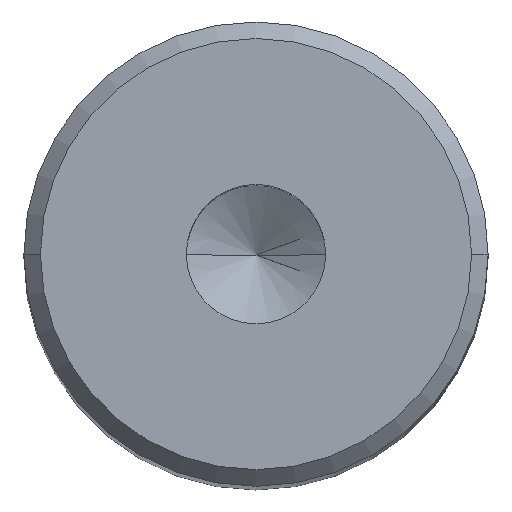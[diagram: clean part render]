
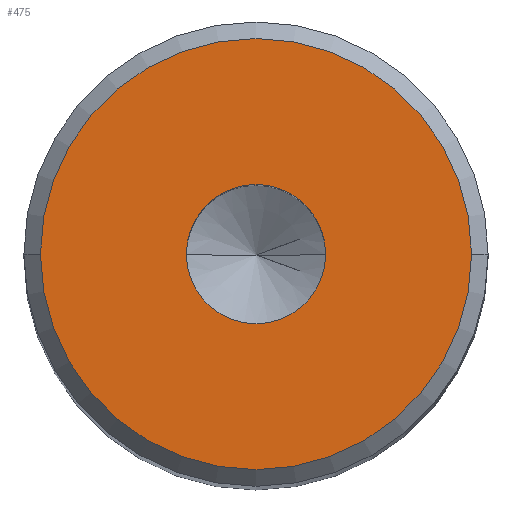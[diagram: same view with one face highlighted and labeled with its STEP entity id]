
A CAD part, top view. The second image highlights one B-rep face of the part: STEP entity #475.
In plain terms, the highlighted planar face has unit normal (0, 0, 1).
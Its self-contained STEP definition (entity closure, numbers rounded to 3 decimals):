
#5 = EDGE_LOOP ( 'NONE', ( #406, #281 ) ) ;
#7 = CARTESIAN_POINT ( 'NONE',  ( -6.5, 0., 0. ) ) ;
#37 = PLANE ( 'NONE',  #243 ) ;
#48 = CARTESIAN_POINT ( 'NONE',  ( 0., 0., 0. ) ) ;
#52 = VERTEX_POINT ( 'NONE', #508 ) ;
#67 = EDGE_LOOP ( 'NONE', ( #340, #322 ) ) ;
#89 = DIRECTION ( 'NONE',  ( 0., 0., 1. ) ) ;
#125 = DIRECTION ( 'NONE',  ( 1., 0., 0. ) ) ;
#130 = AXIS2_PLACEMENT_3D ( 'NONE', #302, #218, #125 ) ;
#131 = CIRCLE ( 'NONE', #524, 2.1 ) ;
#133 = CARTESIAN_POINT ( 'NONE',  ( 0., 0., 0. ) ) ;
#142 = DIRECTION ( 'NONE',  ( 0., 0., 1. ) ) ;
#145 = EDGE_CURVE ( 'NONE', #52, #190, #455, .T. ) ;
#177 = AXIS2_PLACEMENT_3D ( 'NONE', #48, #142, #312 ) ;
#178 = CARTESIAN_POINT ( 'NONE',  ( 2.1, 0., 0. ) ) ;
#190 = VERTEX_POINT ( 'NONE', #7 ) ;
#218 = DIRECTION ( 'NONE',  ( 0., 0., 1. ) ) ;
#226 = CARTESIAN_POINT ( 'NONE',  ( -2.1, 0., 0. ) ) ;
#238 = CARTESIAN_POINT ( 'NONE',  ( 0., 0., 0. ) ) ;
#243 = AXIS2_PLACEMENT_3D ( 'NONE', #133, #443, #583 ) ;
#252 = CIRCLE ( 'NONE', #561, 2.1 ) ;
#256 = EDGE_CURVE ( 'NONE', #190, #52, #261, .T. ) ;
#261 = CIRCLE ( 'NONE', #130, 6.5 ) ;
#262 = FACE_OUTER_BOUND ( 'NONE', #67, .T. ) ;
#273 = DIRECTION ( 'NONE',  ( 0., 0., 1. ) ) ;
#281 = ORIENTED_EDGE ( 'NONE', *, *, #438, .F. ) ;
#302 = CARTESIAN_POINT ( 'NONE',  ( 0., 0., 0. ) ) ;
#306 = CARTESIAN_POINT ( 'NONE',  ( 0., 0., 0. ) ) ;
#312 = DIRECTION ( 'NONE',  ( 1., 0., 0. ) ) ;
#322 = ORIENTED_EDGE ( 'NONE', *, *, #145, .T. ) ;
#340 = ORIENTED_EDGE ( 'NONE', *, *, #256, .T. ) ;
#406 = ORIENTED_EDGE ( 'NONE', *, *, #578, .F. ) ;
#438 = EDGE_CURVE ( 'NONE', #543, #469, #252, .T. ) ;
#443 = DIRECTION ( 'NONE',  ( 0., 0., 1. ) ) ;
#453 = DIRECTION ( 'NONE',  ( 1., 0., 0. ) ) ;
#455 = CIRCLE ( 'NONE', #177, 6.5 ) ;
#469 = VERTEX_POINT ( 'NONE', #178 ) ;
#475 = ADVANCED_FACE ( 'NONE', ( #581, #262 ), #37, .T. ) ;
#508 = CARTESIAN_POINT ( 'NONE',  ( 6.5, 0., 0. ) ) ;
#524 = AXIS2_PLACEMENT_3D ( 'NONE', #238, #273, #453 ) ;
#543 = VERTEX_POINT ( 'NONE', #226 ) ;
#561 = AXIS2_PLACEMENT_3D ( 'NONE', #306, #89, #579 ) ;
#578 = EDGE_CURVE ( 'NONE', #469, #543, #131, .T. ) ;
#579 = DIRECTION ( 'NONE',  ( 1., 0., 0. ) ) ;
#581 = FACE_BOUND ( 'NONE', #5, .T. ) ;
#583 = DIRECTION ( 'NONE',  ( 1., 0., 0. ) ) ;
